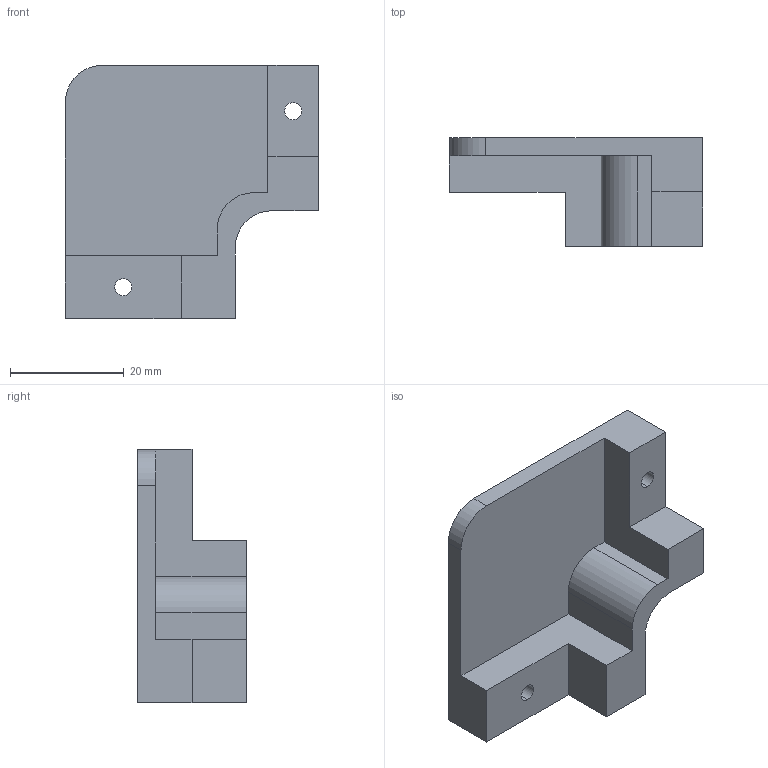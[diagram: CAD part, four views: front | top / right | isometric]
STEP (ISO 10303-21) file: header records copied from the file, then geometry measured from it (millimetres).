
FILE_DESCRIPTION (( 'STEP AP203' ), '1' );
FILE_NAME ('pr2111A-sA_U1_Front_Left_Wire_Cover.STEP', '2023-08-31T17:02:21', ( '' ), ( '' ), 'SwSTEP 2.0', 'SolidWorks 2022', '' );
FILE_SCHEMA (( 'CONFIG_CONTROL_DESIGN' ));
Length unit declared in the file: inch
Products named in the file (1): pr2111A-sA_U1_Front_Left_Wire_Cover
Bounding box: 44.45 x 19.05 x 44.45 mm (x, y, z)
Volume: 11261.5 mm3; surface area: 6216.8 mm2
Topology: 1 solids, 1 shells, 30 faces, 78 edges, 52 vertices
Faces by surface type: plane 19, cylinder 11
Entity records: 1011 total; most frequent: DIRECTION 162, CARTESIAN_POINT 161, ORIENTED_EDGE 156, EDGE_CURVE 78, LINE 56, VECTOR 56, AXIS2_PLACEMENT_3D 53, VERTEX_POINT 52
